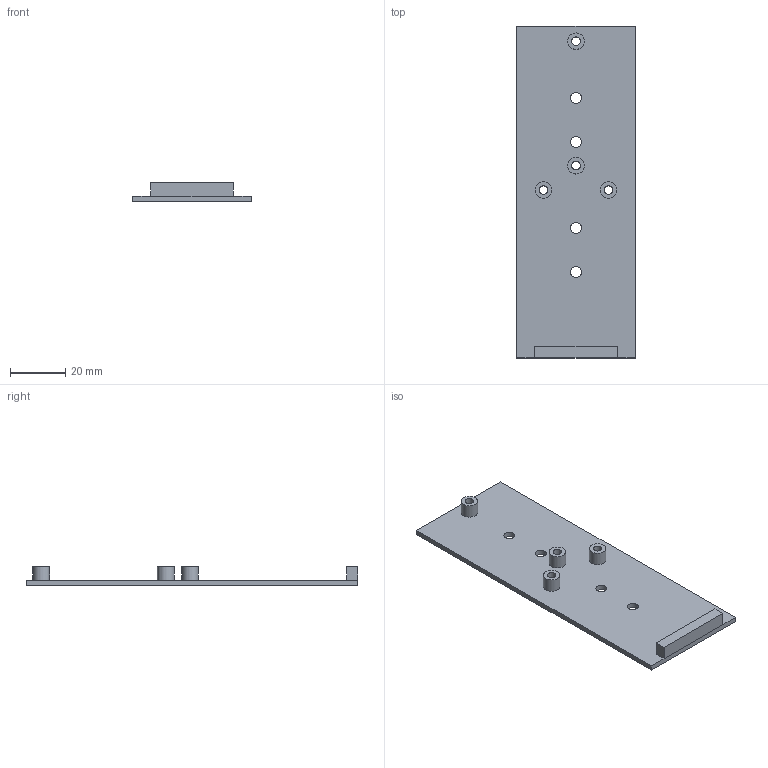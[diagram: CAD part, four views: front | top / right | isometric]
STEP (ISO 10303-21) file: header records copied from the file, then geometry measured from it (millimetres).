
FILE_DESCRIPTION(('FreeCAD Model'),'2;1');
FILE_NAME('pwm_control_v2.step', '2020-08-11T21:44:53',('Author'),(''), 'Open CASCADE STEP processor 7.3','FreeCAD','Unknown');
FILE_SCHEMA(('AUTOMOTIVE_DESIGN { 1 0 10303 214 1 1 1 1 }'));
Length unit declared in the file: millimetre
Products named in the file (1): pwm_control_plate
Bounding box: 43 x 120 x 6.85 mm (x, y, z)
Volume: 10411.7 mm3; surface area: 11839 mm2
Topology: 1 solids, 1 shells, 27 faces, 61 edges, 40 vertices
Faces by surface type: plane 15, cylinder 12
Full cylindrical faces by diameter (mm): 3.1 x4, 4 x4, 6 x4
Entity records: 1646 total; most frequent: CARTESIAN_POINT 323, DIRECTION 251, LINE 135, VECTOR 135, ORIENTED_EDGE 122, PCURVE 122, DEFINITIONAL_REPRESENTATION 122, EDGE_CURVE 61
